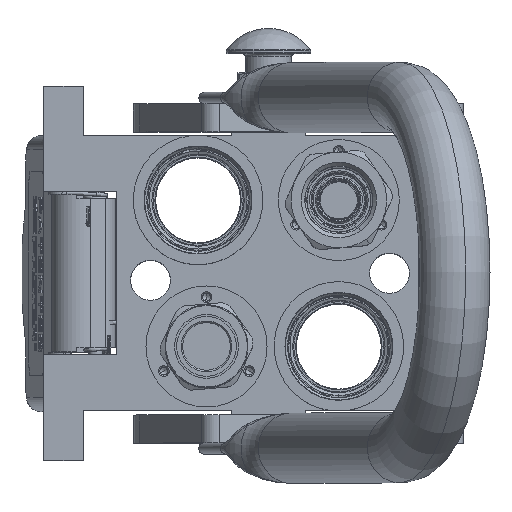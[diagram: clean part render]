
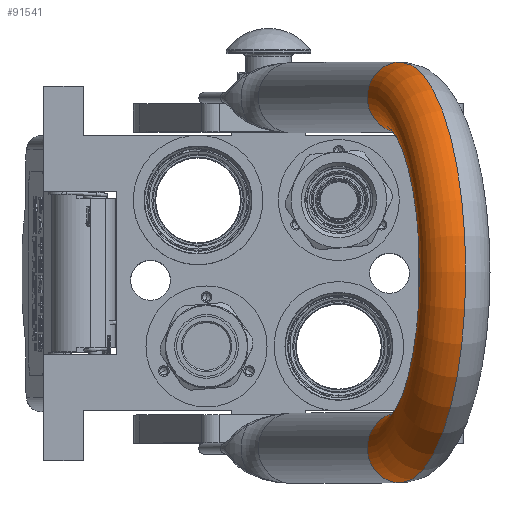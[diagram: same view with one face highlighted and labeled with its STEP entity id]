
A CAD part, top view. The second image highlights one B-rep face of the part: STEP entity #91541.
In plain terms, the highlighted toroidal (fillet/blend) face has major radius 62.25 mm and minor radius 12.5 mm.
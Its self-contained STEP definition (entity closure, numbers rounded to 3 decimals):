
#515 = CARTESIAN_POINT ( 'NONE',  ( 49.75, 0., 125.25 ) ) ;
#5306 = ORIENTED_EDGE ( 'NONE', *, *, #103521, .T. ) ;
#7227 = EDGE_CURVE ( 'NONE', #107077, #127983, #94140, .T. ) ;
#8342 = DIRECTION ( 'NONE',  ( -1., 0., 0. ) ) ;
#9561 = CARTESIAN_POINT ( 'NONE',  ( 62.25, 0., 125.25 ) ) ;
#10216 = CARTESIAN_POINT ( 'NONE',  ( -62.25, 0., 125.25 ) ) ;
#12248 = CARTESIAN_POINT ( 'NONE',  ( 0., 0., 125.25 ) ) ;
#18735 = CARTESIAN_POINT ( 'NONE',  ( 0., 0., 125.25 ) ) ;
#21058 = DIRECTION ( 'NONE',  ( 0., 0., 1. ) ) ;
#27280 = ORIENTED_EDGE ( 'NONE', *, *, #7227, .F. ) ;
#32795 = CARTESIAN_POINT ( 'NONE',  ( 74.75, 0., 125.25 ) ) ;
#33029 = DIRECTION ( 'NONE',  ( 1., 0., 0. ) ) ;
#35175 = CARTESIAN_POINT ( 'NONE',  ( -74.75, 0., 125.25 ) ) ;
#35687 = VERTEX_POINT ( 'NONE', #125546 ) ;
#36528 = CARTESIAN_POINT ( 'NONE',  ( 0., 0., 125.25 ) ) ;
#36600 = FACE_OUTER_BOUND ( 'NONE', #125523, .T. ) ;
#43800 = DIRECTION ( 'NONE',  ( 0., 0., -1. ) ) ;
#49206 = AXIS2_PLACEMENT_3D ( 'NONE', #18735, #125493, #8342 ) ;
#50600 = DIRECTION ( 'NONE',  ( 1., 0., 0. ) ) ;
#55734 = EDGE_CURVE ( 'NONE', #127983, #116657, #73478, .T. ) ;
#61885 = TOROIDAL_SURFACE ( 'NONE', #99468, 62.25, 12.5 ) ;
#73478 = CIRCLE ( 'NONE', #100990, 12.5 ) ;
#86259 = CIRCLE ( 'NONE', #104227, 49.75 ) ;
#87501 = AXIS2_PLACEMENT_3D ( 'NONE', #10216, #21058, #107184 ) ;
#91117 = DIRECTION ( 'NONE',  ( 0., 1., 0. ) ) ;
#91541 = ADVANCED_FACE ( 'NONE', ( #36600 ), #61885, .T. ) ;
#94140 = CIRCLE ( 'NONE', #49206, 74.75 ) ;
#99468 = AXIS2_PLACEMENT_3D ( 'NONE', #36528, #91117, #50600 ) ;
#100990 = AXIS2_PLACEMENT_3D ( 'NONE', #9561, #43800, #33029 ) ;
#103521 = EDGE_CURVE ( 'NONE', #35687, #116657, #86259, .T. ) ;
#104227 = AXIS2_PLACEMENT_3D ( 'NONE', #12248, #119494, #120449 ) ;
#107077 = VERTEX_POINT ( 'NONE', #35175 ) ;
#107184 = DIRECTION ( 'NONE',  ( -1., 0., 0. ) ) ;
#110413 = CIRCLE ( 'NONE', #87501, 12.5 ) ;
#116657 = VERTEX_POINT ( 'NONE', #515 ) ;
#119494 = DIRECTION ( 'NONE',  ( 0., 1., 0. ) ) ;
#120449 = DIRECTION ( 'NONE',  ( -1., 0., 0. ) ) ;
#123409 = ORIENTED_EDGE ( 'NONE', *, *, #126313, .T. ) ;
#125493 = DIRECTION ( 'NONE',  ( 0., 1., 0. ) ) ;
#125523 = EDGE_LOOP ( 'NONE', ( #5306, #129022, #27280, #123409 ) ) ;
#125546 = CARTESIAN_POINT ( 'NONE',  ( -49.75, 0., 125.25 ) ) ;
#126313 = EDGE_CURVE ( 'NONE', #107077, #35687, #110413, .T. ) ;
#127983 = VERTEX_POINT ( 'NONE', #32795 ) ;
#129022 = ORIENTED_EDGE ( 'NONE', *, *, #55734, .F. ) ;
